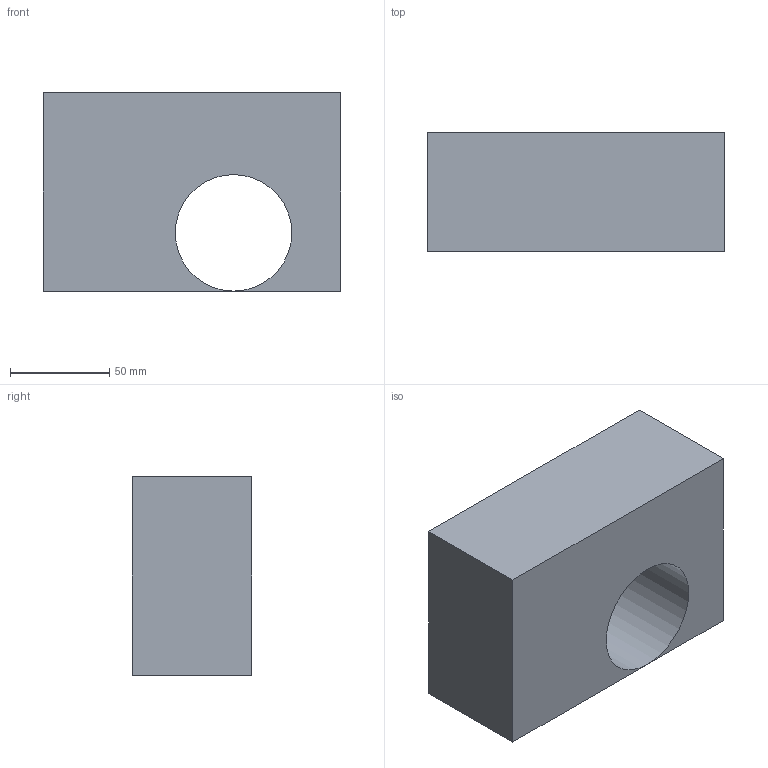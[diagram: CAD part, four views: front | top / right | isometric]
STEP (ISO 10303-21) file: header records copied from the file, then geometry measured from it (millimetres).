
FILE_DESCRIPTION(/* description */ (''),/* implementation_level */ '2;1');
FILE_NAME(/* name */ 'BoxTrial.step',/* time_stamp */ '2017-04-26T10:01:11-04:00',/* author */ (''),/* organization */ (''),/* preprocessor_version */ 'ST-DEVELOPER v16.13',/* originating_system */ 'Autodesk Translation Framework v6.1.1.50',/* authorisation */ '');
FILE_SCHEMA (('AUTOMOTIVE_DESIGN { 1 0 10303 214 3 1 1 }'));
Length unit declared in the file: millimetre
Products named in the file (1): (Unsaved)
Bounding box: 150 x 60 x 100 mm (x, y, z)
Volume: 737225.8 mm3; surface area: 65652.5 mm2
Topology: 1 solids, 1 shells, 8 faces, 17 edges, 10 vertices
Faces by surface type: plane 7, cylinder 1
Full cylindrical faces by diameter (mm): 58.772 x1
Entity records: 237 total; most frequent: DIRECTION 37, ORIENTED_EDGE 36, CARTESIAN_POINT 36, EDGE_CURVE 17, LINE 15, VECTOR 15, AXIS2_PLACEMENT_3D 11, VERTEX_POINT 10
